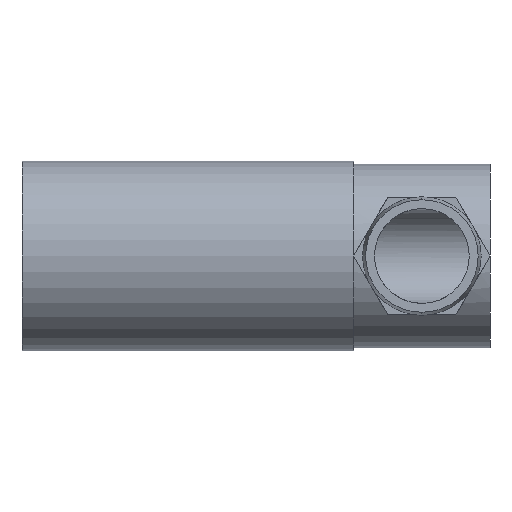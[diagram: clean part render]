
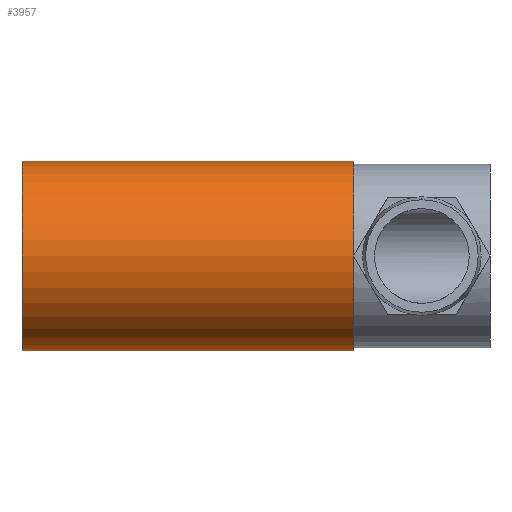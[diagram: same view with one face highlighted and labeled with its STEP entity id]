
A CAD part, front view. The second image highlights one B-rep face of the part: STEP entity #3957.
In plain terms, the highlighted cylindrical face has radius 16 mm (diameter 32 mm), a partial arc.
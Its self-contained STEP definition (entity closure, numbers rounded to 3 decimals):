
#328 = DIRECTION ( 'NONE',  ( 0., 0., 1. ) ) ;
#338 = ORIENTED_EDGE ( 'NONE', *, *, #3035, .T. ) ;
#626 = CARTESIAN_POINT ( 'NONE',  ( 56., 0., 0. ) ) ;
#660 = AXIS2_PLACEMENT_3D ( 'NONE', #1147, #1326, #6538 ) ;
#898 = FACE_OUTER_BOUND ( 'NONE', #7133, .T. ) ;
#1147 = CARTESIAN_POINT ( 'NONE',  ( 0., 0., 0. ) ) ;
#1223 = VERTEX_POINT ( 'NONE', #7504 ) ;
#1248 = CARTESIAN_POINT ( 'NONE',  ( 56., 0., -16. ) ) ;
#1326 = DIRECTION ( 'NONE',  ( -1., 0., 0. ) ) ;
#1486 = AXIS2_PLACEMENT_3D ( 'NONE', #626, #3322, #7601 ) ;
#1673 = LINE ( 'NONE', #4199, #4732 ) ;
#2021 = VERTEX_POINT ( 'NONE', #4669 ) ;
#2194 = VERTEX_POINT ( 'NONE', #2656 ) ;
#2602 = EDGE_CURVE ( 'NONE', #1223, #2021, #5257, .T. ) ;
#2644 = ORIENTED_EDGE ( 'NONE', *, *, #7526, .F. ) ;
#2656 = CARTESIAN_POINT ( 'NONE',  ( 0., 0., -16. ) ) ;
#3035 = EDGE_CURVE ( 'NONE', #8164, #1223, #3321, .T. ) ;
#3223 = DIRECTION ( 'NONE',  ( -1., 0., 0. ) ) ;
#3321 = CIRCLE ( 'NONE', #1486, 16. ) ;
#3322 = DIRECTION ( 'NONE',  ( -1., 0., 0. ) ) ;
#3957 = ADVANCED_FACE ( 'NONE', ( #898 ), #5581, .T. ) ;
#3966 = ORIENTED_EDGE ( 'NONE', *, *, #6266, .F. ) ;
#4199 = CARTESIAN_POINT ( 'NONE',  ( 0., 0., -16. ) ) ;
#4305 = CIRCLE ( 'NONE', #660, 16. ) ;
#4347 = CARTESIAN_POINT ( 'NONE',  ( 0., 0., 0. ) ) ;
#4669 = CARTESIAN_POINT ( 'NONE',  ( 0., 0., 16. ) ) ;
#4732 = VECTOR ( 'NONE', #5077, 1000. ) ;
#5077 = DIRECTION ( 'NONE',  ( -1., 0., 0. ) ) ;
#5257 = LINE ( 'NONE', #7284, #8258 ) ;
#5539 = DIRECTION ( 'NONE',  ( -1., 0., 0. ) ) ;
#5581 = CYLINDRICAL_SURFACE ( 'NONE', #7560, 16. ) ;
#5826 = ORIENTED_EDGE ( 'NONE', *, *, #2602, .T. ) ;
#6266 = EDGE_CURVE ( 'NONE', #8164, #2194, #1673, .T. ) ;
#6538 = DIRECTION ( 'NONE',  ( 0., 0., 1. ) ) ;
#7133 = EDGE_LOOP ( 'NONE', ( #3966, #338, #5826, #2644 ) ) ;
#7284 = CARTESIAN_POINT ( 'NONE',  ( 0., 0., 16. ) ) ;
#7504 = CARTESIAN_POINT ( 'NONE',  ( 56., 0., 16. ) ) ;
#7526 = EDGE_CURVE ( 'NONE', #2194, #2021, #4305, .T. ) ;
#7560 = AXIS2_PLACEMENT_3D ( 'NONE', #4347, #5539, #328 ) ;
#7601 = DIRECTION ( 'NONE',  ( 0., 0., 1. ) ) ;
#8164 = VERTEX_POINT ( 'NONE', #1248 ) ;
#8258 = VECTOR ( 'NONE', #3223, 1000. ) ;
